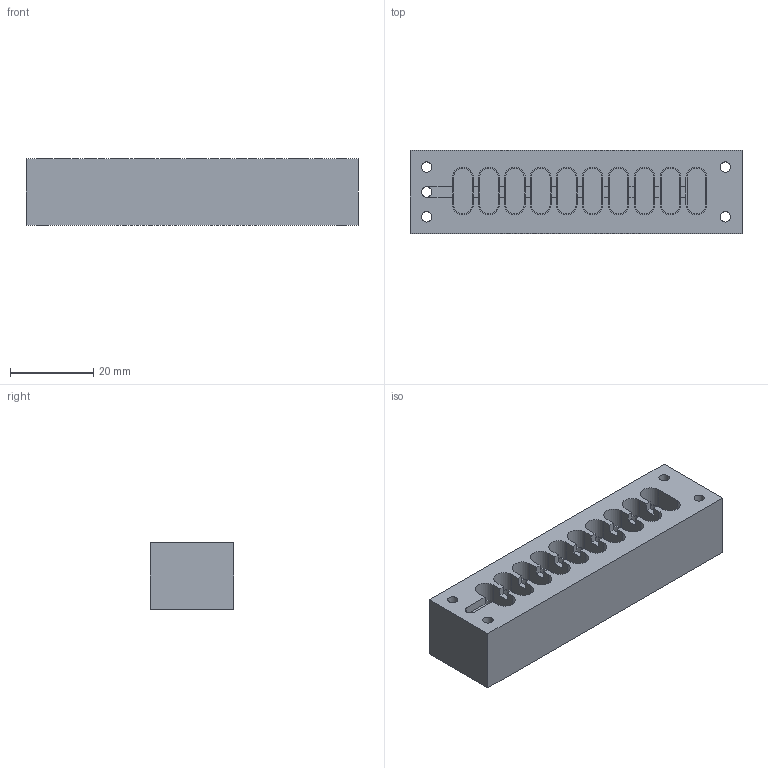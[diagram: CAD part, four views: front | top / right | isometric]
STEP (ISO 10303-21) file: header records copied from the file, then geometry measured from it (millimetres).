
FILE_DESCRIPTION(('FreeCAD Model'),'2;1');
FILE_NAME('Open CASCADE Shape Model','2024-02-26T19:43:49',('Author'),( ''),'Open CASCADE STEP processor 7.5','FreeCAD','Unknown');
FILE_SCHEMA(('AUTOMOTIVE_DESIGN { 1 0 10303 214 1 1 1 1 }'));
Length unit declared in the file: millimetre
Products named in the file (1): Body
Bounding box: 80 x 20 x 16 mm (x, y, z)
Volume: 18454.1 mm3; surface area: 10824.1 mm2
Topology: 1 solids, 1 shells, 147 faces, 401 edges, 266 vertices
Faces by surface type: plane 102, cylinder 45
Full cylindrical faces by diameter (mm): 2.5 x5
Entity records: 10102 total; most frequent: CARTESIAN_POINT 2037, DIRECTION 1523, LINE 1015, VECTOR 1015, ORIENTED_EDGE 802, PCURVE 802, DEFINITIONAL_REPRESENTATION 802, EDGE_CURVE 401
